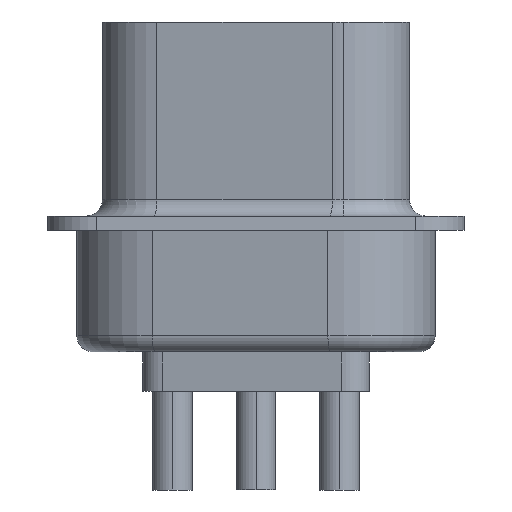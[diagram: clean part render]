
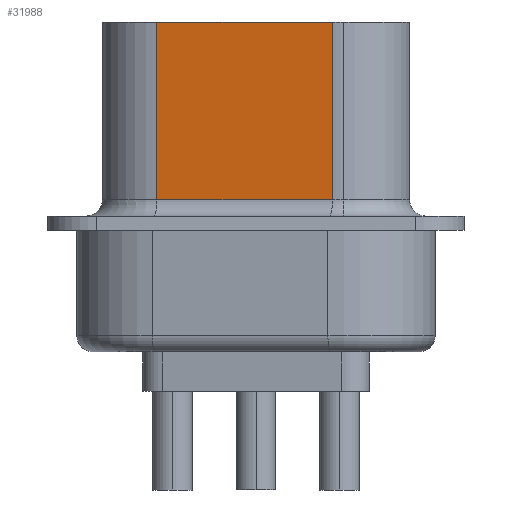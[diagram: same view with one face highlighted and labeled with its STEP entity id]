
A CAD part, left-side view. The second image highlights one B-rep face of the part: STEP entity #31988.
In plain terms, the highlighted planar face has unit normal (-0.985, 0.174, 0).
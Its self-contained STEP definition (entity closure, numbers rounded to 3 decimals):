
#13847 = DIRECTION ( 'NONE',  ( 0.174, 0.985, 0. ) ) ;
#13848 = VECTOR ( 'NONE', #13847, 1000. ) ;
#13849 = CARTESIAN_POINT ( 'NONE',  ( -8.97, -2.323, 6.115 ) ) ;
#13854 = LINE ( 'NONE', #13849, #13848 ) ;
#13864 = DIRECTION ( 'NONE',  ( 0., 0., -1. ) ) ;
#13865 = VECTOR ( 'NONE', #13864, 1000. ) ;
#13866 = CARTESIAN_POINT ( 'NONE',  ( -8.97, -2.323, 6.115 ) ) ;
#13867 = LINE ( 'NONE', #13866, #13865 ) ;
#13868 = CARTESIAN_POINT ( 'NONE',  ( -8.97, -2.323, 6.115 ) ) ;
#13884 = CARTESIAN_POINT ( 'NONE',  ( -8.028, 3.017, 0.715 ) ) ;
#13986 = DIRECTION ( 'NONE',  ( -0.174, -0.985, 0. ) ) ;
#13987 = VECTOR ( 'NONE', #13986, 1000. ) ;
#13988 = CARTESIAN_POINT ( 'NONE',  ( -8.97, -2.323, 0.715 ) ) ;
#13989 = LINE ( 'NONE', #13988, #13987 ) ;
#13990 = DIRECTION ( 'NONE',  ( -0.174, -0.985, 0. ) ) ;
#13991 = DIRECTION ( 'NONE',  ( -0.985, 0.174, 0. ) ) ;
#13992 = CARTESIAN_POINT ( 'NONE',  ( -8.97, -2.323, 6.115 ) ) ;
#13993 = AXIS2_PLACEMENT_3D ( 'NONE', #13992, #13991, #13990 ) ;
#13994 = PLANE ( 'NONE',  #13993 ) ;
#13995 = FACE_OUTER_BOUND ( 'NONE', #31989, .T. ) ;
#14001 = CARTESIAN_POINT ( 'NONE',  ( -8.028, 3.017, 6.115 ) ) ;
#14002 = DIRECTION ( 'NONE',  ( 0., 0., -1. ) ) ;
#14003 = VECTOR ( 'NONE', #14002, 1000. ) ;
#14004 = CARTESIAN_POINT ( 'NONE',  ( -8.028, 3.017, 6.115 ) ) ;
#14005 = LINE ( 'NONE', #14004, #14003 ) ;
#28302 = VERTEX_POINT ( 'NONE', #35943 ) ;
#31899 = VERTEX_POINT ( 'NONE', #13868 ) ;
#31901 = EDGE_CURVE ( 'NONE', #31899, #28302, #13867, .T. ) ;
#31913 = EDGE_CURVE ( 'NONE', #31899, #31985, #13854, .T. ) ;
#31929 = VERTEX_POINT ( 'NONE', #13884 ) ;
#31984 = EDGE_CURVE ( 'NONE', #31985, #31929, #14005, .T. ) ;
#31985 = VERTEX_POINT ( 'NONE', #14001 ) ;
#31988 = ADVANCED_FACE ( 'NONE', ( #13995 ), #13994, .T. ) ;
#31989 = EDGE_LOOP ( 'NONE', ( #31990, #31991, #31993, #31994 ) ) ;
#31990 = ORIENTED_EDGE ( 'NONE', *, *, #31984, .T. ) ;
#31991 = ORIENTED_EDGE ( 'NONE', *, *, #31992, .T. ) ;
#31992 = EDGE_CURVE ( 'NONE', #31929, #28302, #13989, .T. ) ;
#31993 = ORIENTED_EDGE ( 'NONE', *, *, #31901, .F. ) ;
#31994 = ORIENTED_EDGE ( 'NONE', *, *, #31913, .T. ) ;
#35943 = CARTESIAN_POINT ( 'NONE',  ( -8.97, -2.323, 0.715 ) ) ;
